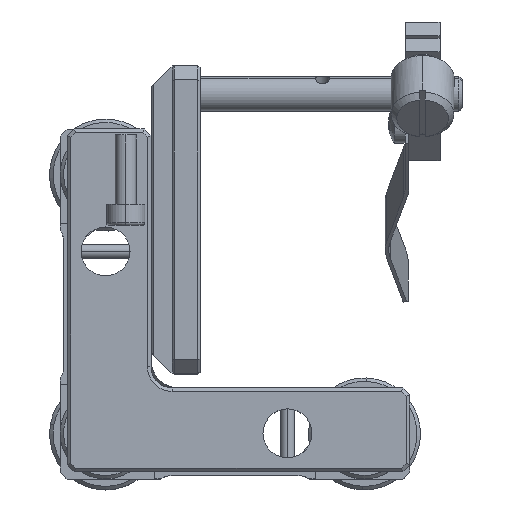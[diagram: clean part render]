
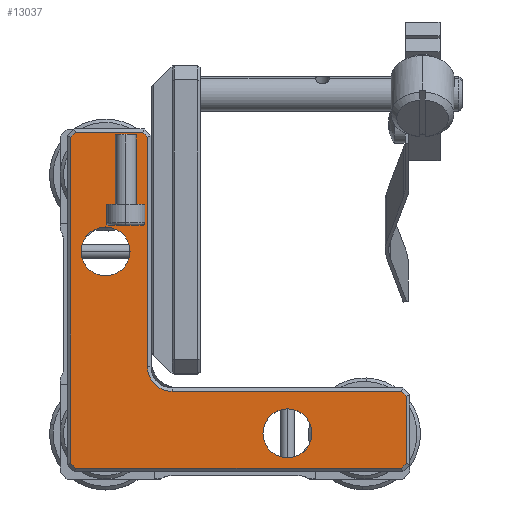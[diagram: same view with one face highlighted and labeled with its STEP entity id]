
A CAD part, top view. The second image highlights one B-rep face of the part: STEP entity #13037.
In plain terms, the highlighted planar face has unit normal (0, 0, 1).
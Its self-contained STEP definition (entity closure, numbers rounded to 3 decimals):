
#82 = DIRECTION ( 'NONE',  ( 0., -1., 0. ) ) ;
#151 = CARTESIAN_POINT ( 'NONE',  ( -26.367, -51.735, 27.068 ) ) ;
#449 = CARTESIAN_POINT ( 'NONE',  ( -52.367, -22.235, 27.068 ) ) ;
#675 = VECTOR ( 'NONE', #14782, 1000. ) ;
#947 = DIRECTION ( 'NONE',  ( -0.707, -0.707, 0. ) ) ;
#983 = CARTESIAN_POINT ( 'NONE',  ( -42.867, -45.735, 27.068 ) ) ;
#1039 = VERTEX_POINT ( 'NONE', #10841 ) ;
#1176 = LINE ( 'NONE', #13202, #13339 ) ;
#1186 = ORIENTED_EDGE ( 'NONE', *, *, #5222, .T. ) ;
#1233 = VECTOR ( 'NONE', #8111, 1000. ) ;
#1369 = CARTESIAN_POINT ( 'NONE',  ( -10.074, -56.735, 27.068 ) ) ;
#1421 = VERTEX_POINT ( 'NONE', #11536 ) ;
#1457 = CARTESIAN_POINT ( 'NONE',  ( -42.867, -45.735, 27.068 ) ) ;
#1480 = EDGE_CURVE ( 'NONE', #3657, #4349, #5293, .T. ) ;
#1536 = VECTOR ( 'NONE', #13242, 1000. ) ;
#1602 = ORIENTED_EDGE ( 'NONE', *, *, #9220, .T. ) ;
#1997 = VERTEX_POINT ( 'NONE', #17173 ) ;
#2178 = CARTESIAN_POINT ( 'NONE',  ( -33.367, -32.735, 27.068 ) ) ;
#2222 = VECTOR ( 'NONE', #17171, 1000. ) ;
#2320 = DIRECTION ( 'NONE',  ( 0., 1., 0. ) ) ;
#2355 = DIRECTION ( 'NONE',  ( 0., -1., 0. ) ) ;
#2421 = CIRCLE ( 'NONE', #17352, 3.5 ) ;
#2424 = AXIS2_PLACEMENT_3D ( 'NONE', #13059, #14341, #2320 ) ;
#2612 = VERTEX_POINT ( 'NONE', #5458 ) ;
#2731 = DIRECTION ( 'NONE',  ( 0., 0., -1. ) ) ;
#3169 = ORIENTED_EDGE ( 'NONE', *, *, #15458, .T. ) ;
#3172 = CIRCLE ( 'NONE', #16070, 3.5 ) ;
#3294 = LINE ( 'NONE', #6871, #9188 ) ;
#3302 = VERTEX_POINT ( 'NONE', #449 ) ;
#3425 = LINE ( 'NONE', #10839, #7409 ) ;
#3550 = CARTESIAN_POINT ( 'NONE',  ( -57.013, -9.089, 27.068 ) ) ;
#3657 = VERTEX_POINT ( 'NONE', #1457 ) ;
#3700 = CARTESIAN_POINT ( 'NONE',  ( -47.074, -8.735, 27.068 ) ) ;
#4014 = VERTEX_POINT ( 'NONE', #5089 ) ;
#4033 = FACE_BOUND ( 'NONE', #14227, .T. ) ;
#4264 = LINE ( 'NONE', #10854, #675 ) ;
#4349 = VERTEX_POINT ( 'NONE', #16438 ) ;
#4808 = EDGE_CURVE ( 'NONE', #10950, #16326, #3294, .T. ) ;
#4965 = EDGE_LOOP ( 'NONE', ( #16947, #10339, #10017, #11493, #7616, #7690, #15672, #5287, #11962, #3169, #1186, #8063 ) ) ;
#5089 = CARTESIAN_POINT ( 'NONE',  ( -52.367, -29.235, 27.068 ) ) ;
#5134 = VERTEX_POINT ( 'NONE', #3700 ) ;
#5222 = EDGE_CURVE ( 'NONE', #13272, #10950, #1176, .T. ) ;
#5234 = CIRCLE ( 'NONE', #16163, 3.5 ) ;
#5287 = ORIENTED_EDGE ( 'NONE', *, *, #10229, .T. ) ;
#5293 = CIRCLE ( 'NONE', #9344, 3.5 ) ;
#5458 = CARTESIAN_POINT ( 'NONE',  ( -26.367, -48.235, 27.068 ) ) ;
#5532 = DIRECTION ( 'NONE',  ( 0., 0., -1. ) ) ;
#5655 = DIRECTION ( 'NONE',  ( 0., 1., 0. ) ) ;
#5742 = CARTESIAN_POINT ( 'NONE',  ( -56.867, -8.735, 27.068 ) ) ;
#5912 = CIRCLE ( 'NONE', #2424, 3.5 ) ;
#6018 = EDGE_CURVE ( 'NONE', #1997, #3657, #13525, .T. ) ;
#6101 = EDGE_CURVE ( 'NONE', #6362, #5134, #9961, .T. ) ;
#6270 = ORIENTED_EDGE ( 'NONE', *, *, #7238, .T. ) ;
#6279 = DIRECTION ( 'NONE',  ( 0., 1., 0. ) ) ;
#6362 = VERTEX_POINT ( 'NONE', #8658 ) ;
#6429 = VERTEX_POINT ( 'NONE', #15472 ) ;
#6556 = CARTESIAN_POINT ( 'NONE',  ( -42.867, -42.235, 27.068 ) ) ;
#6794 = CARTESIAN_POINT ( 'NONE',  ( -52.367, -25.735, 27.068 ) ) ;
#6871 = CARTESIAN_POINT ( 'NONE',  ( -9.367, -46.235, 27.068 ) ) ;
#7013 = CARTESIAN_POINT ( 'NONE',  ( -28.22, -27.589, 27.068 ) ) ;
#7238 = EDGE_CURVE ( 'NONE', #3302, #4014, #3172, .T. ) ;
#7409 = VECTOR ( 'NONE', #16228, 1000. ) ;
#7616 = ORIENTED_EDGE ( 'NONE', *, *, #6101, .T. ) ;
#7690 = ORIENTED_EDGE ( 'NONE', *, *, #12847, .T. ) ;
#7779 = CARTESIAN_POINT ( 'NONE',  ( -46.367, -9.235, 27.068 ) ) ;
#7931 = VECTOR ( 'NONE', #947, 1000. ) ;
#7954 = AXIS2_PLACEMENT_3D ( 'NONE', #2178, #8819, #2355 ) ;
#8063 = ORIENTED_EDGE ( 'NONE', *, *, #4808, .T. ) ;
#8111 = DIRECTION ( 'NONE',  ( 1., 0., 0. ) ) ;
#8114 = EDGE_LOOP ( 'NONE', ( #16271, #1602 ) ) ;
#8257 = CARTESIAN_POINT ( 'NONE',  ( -28.22, -27.589, 27.068 ) ) ;
#8658 = CARTESIAN_POINT ( 'NONE',  ( -46.367, -9.442, 27.068 ) ) ;
#8691 = DIRECTION ( 'NONE',  ( -1., 0., 0. ) ) ;
#8819 = DIRECTION ( 'NONE',  ( 0., 0., 1. ) ) ;
#9188 = VECTOR ( 'NONE', #5655, 1000. ) ;
#9220 = EDGE_CURVE ( 'NONE', #1039, #2612, #2421, .T. ) ;
#9289 = FACE_OUTER_BOUND ( 'NONE', #4965, .T. ) ;
#9344 = AXIS2_PLACEMENT_3D ( 'NONE', #6556, #2731, #82 ) ;
#9961 = LINE ( 'NONE', #8257, #1536 ) ;
#10017 = ORIENTED_EDGE ( 'NONE', *, *, #1480, .T. ) ;
#10077 = LINE ( 'NONE', #7013, #17007 ) ;
#10229 = EDGE_CURVE ( 'NONE', #1421, #6429, #3425, .T. ) ;
#10339 = ORIENTED_EDGE ( 'NONE', *, *, #6018, .T. ) ;
#10527 = EDGE_CURVE ( 'NONE', #2612, #1039, #5912, .T. ) ;
#10543 = FACE_BOUND ( 'NONE', #8114, .T. ) ;
#10694 = CARTESIAN_POINT ( 'NONE',  ( -9.867, -56.735, 27.068 ) ) ;
#10757 = VECTOR ( 'NONE', #8691, 1000. ) ;
#10839 = CARTESIAN_POINT ( 'NONE',  ( -57.367, -56.235, 27.068 ) ) ;
#10841 = CARTESIAN_POINT ( 'NONE',  ( -26.367, -55.235, 27.068 ) ) ;
#10854 = CARTESIAN_POINT ( 'NONE',  ( -57.013, -56.382, 27.068 ) ) ;
#10950 = VERTEX_POINT ( 'NONE', #11671 ) ;
#11172 = LINE ( 'NONE', #5742, #10757 ) ;
#11211 = VECTOR ( 'NONE', #12972, 1000. ) ;
#11235 = LINE ( 'NONE', #7779, #2222 ) ;
#11493 = ORIENTED_EDGE ( 'NONE', *, *, #11632, .T. ) ;
#11536 = CARTESIAN_POINT ( 'NONE',  ( -57.367, -9.442, 27.068 ) ) ;
#11632 = EDGE_CURVE ( 'NONE', #4349, #6362, #11235, .T. ) ;
#11651 = VERTEX_POINT ( 'NONE', #11776 ) ;
#11671 = CARTESIAN_POINT ( 'NONE',  ( -9.367, -56.028, 27.068 ) ) ;
#11753 = DIRECTION ( 'NONE',  ( 0.707, 0.707, 0. ) ) ;
#11776 = CARTESIAN_POINT ( 'NONE',  ( -56.66, -56.735, 27.068 ) ) ;
#11962 = ORIENTED_EDGE ( 'NONE', *, *, #12379, .T. ) ;
#12243 = DIRECTION ( 'NONE',  ( 0., 0., -1. ) ) ;
#12379 = EDGE_CURVE ( 'NONE', #6429, #11651, #4264, .T. ) ;
#12403 = CARTESIAN_POINT ( 'NONE',  ( -56.66, -8.735, 27.068 ) ) ;
#12847 = EDGE_CURVE ( 'NONE', #5134, #14423, #11172, .T. ) ;
#12972 = DIRECTION ( 'NONE',  ( -1., 0., 0. ) ) ;
#13037 = ADVANCED_FACE ( 'NONE', ( #9289, #4033, #10543 ), #15797, .T. ) ;
#13059 = CARTESIAN_POINT ( 'NONE',  ( -26.367, -51.735, 27.068 ) ) ;
#13202 = CARTESIAN_POINT ( 'NONE',  ( -9.72, -56.382, 27.068 ) ) ;
#13242 = DIRECTION ( 'NONE',  ( -0.707, 0.707, 0. ) ) ;
#13272 = VERTEX_POINT ( 'NONE', #1369 ) ;
#13339 = VECTOR ( 'NONE', #11753, 1000. ) ;
#13440 = CARTESIAN_POINT ( 'NONE',  ( -9.367, -46.442, 27.068 ) ) ;
#13525 = LINE ( 'NONE', #983, #11211 ) ;
#13720 = ORIENTED_EDGE ( 'NONE', *, *, #14281, .T. ) ;
#14227 = EDGE_LOOP ( 'NONE', ( #6270, #13720 ) ) ;
#14281 = EDGE_CURVE ( 'NONE', #4014, #3302, #5234, .T. ) ;
#14341 = DIRECTION ( 'NONE',  ( 0., 0., -1. ) ) ;
#14409 = EDGE_CURVE ( 'NONE', #16326, #1997, #10077, .T. ) ;
#14423 = VERTEX_POINT ( 'NONE', #12403 ) ;
#14782 = DIRECTION ( 'NONE',  ( 0.707, -0.707, 0. ) ) ;
#14936 = DIRECTION ( 'NONE',  ( 0., 1., 0. ) ) ;
#15049 = LINE ( 'NONE', #3550, #7931 ) ;
#15458 = EDGE_CURVE ( 'NONE', #11651, #13272, #15519, .T. ) ;
#15472 = CARTESIAN_POINT ( 'NONE',  ( -57.367, -56.028, 27.068 ) ) ;
#15519 = LINE ( 'NONE', #10694, #1233 ) ;
#15672 = ORIENTED_EDGE ( 'NONE', *, *, #16248, .T. ) ;
#15683 = DIRECTION ( 'NONE',  ( 0., 0., -1. ) ) ;
#15797 = PLANE ( 'NONE',  #7954 ) ;
#16070 = AXIS2_PLACEMENT_3D ( 'NONE', #17145, #15683, #6279 ) ;
#16163 = AXIS2_PLACEMENT_3D ( 'NONE', #6794, #5532, #16179 ) ;
#16179 = DIRECTION ( 'NONE',  ( 0., 1., 0. ) ) ;
#16228 = DIRECTION ( 'NONE',  ( 0., -1., 0. ) ) ;
#16248 = EDGE_CURVE ( 'NONE', #14423, #1421, #15049, .T. ) ;
#16271 = ORIENTED_EDGE ( 'NONE', *, *, #10527, .T. ) ;
#16326 = VERTEX_POINT ( 'NONE', #13440 ) ;
#16438 = CARTESIAN_POINT ( 'NONE',  ( -46.367, -42.235, 27.068 ) ) ;
#16463 = DIRECTION ( 'NONE',  ( -0.707, 0.707, 0. ) ) ;
#16947 = ORIENTED_EDGE ( 'NONE', *, *, #14409, .T. ) ;
#17007 = VECTOR ( 'NONE', #16463, 1000. ) ;
#17145 = CARTESIAN_POINT ( 'NONE',  ( -52.367, -25.735, 27.068 ) ) ;
#17171 = DIRECTION ( 'NONE',  ( 0., 1., 0. ) ) ;
#17173 = CARTESIAN_POINT ( 'NONE',  ( -10.074, -45.735, 27.068 ) ) ;
#17352 = AXIS2_PLACEMENT_3D ( 'NONE', #151, #12243, #14936 ) ;
